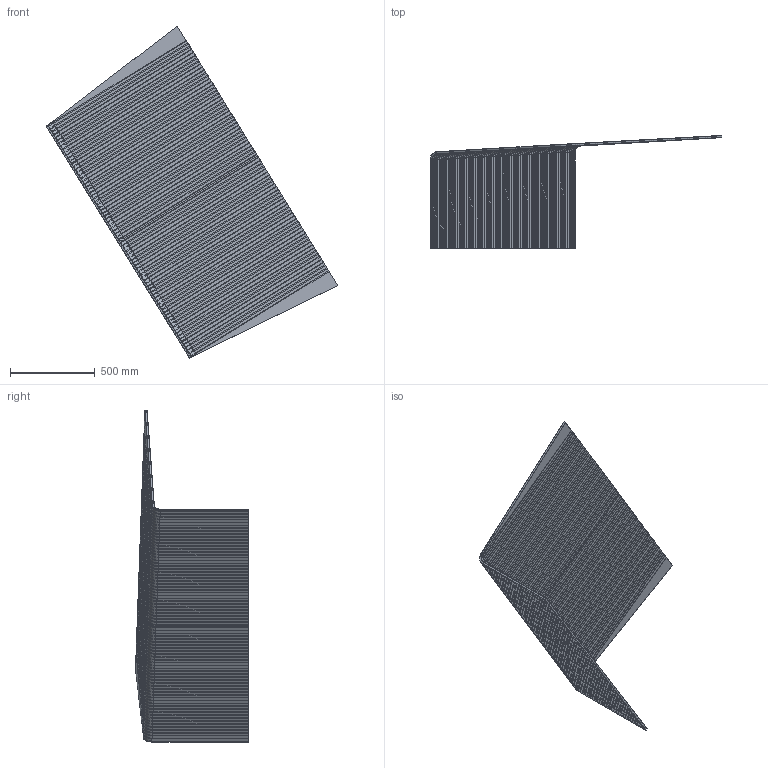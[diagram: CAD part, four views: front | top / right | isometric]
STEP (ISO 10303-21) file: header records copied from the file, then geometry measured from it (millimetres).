
FILE_DESCRIPTION(('FreeCAD Model'),'2;1');
FILE_NAME( 'detailed_HCLL/step/first_wall_material_sample_envelope_1.step', '2018-03-07T11:59:25',('FreeCAD'),('FreeCAD'), 'Open CASCADE STEP processor 7.1','FreeCAD','Unknown');
FILE_SCHEMA(('AUTOMOTIVE_DESIGN_CC2 { 1 2 10303 214 -1 1 5 4 }'));
Length unit declared in the file: millimetre
Products named in the file (85): Open CASCADE STEP translator 7.1 7; Open CASCADE STEP translator 7.1 7.1; Open CASCADE STEP translator 7.1 7.2; Open CASCADE STEP translator 7.1 7.3; Open CASCADE STEP translator 7.1 7.4; Open CASCADE STEP translator 7.1 7.5; Open CASCADE STEP translator 7.1 7.6; Open CASCADE STEP translator 7.1 7.7; Open CASCADE STEP translator 7.1 7.8; Open CASCADE STEP translator 7.1 7.9; Open CASCADE STEP translator 7.1 7.10; Open CASCADE STEP translator 7.1 7.11; Open CASCADE STEP translator 7.1 7.12; Open CASCADE STEP translator 7.1 7.13; Open CASCADE STEP translator 7.1 7.14; Open CASCADE STEP translator 7.1 7.15; Open CASCADE STEP translator 7.1 7.16; Open CASCADE STEP translator 7.1 7.17; Open CASCADE STEP translator 7.1 7.18; Open CASCADE STEP translator 7.1 7.19; Open CASCADE STEP translator 7.1 7.20; Open CASCADE STEP translator 7.1 7.21; Open CASCADE STEP translator 7.1 7.22; Open CASCADE STEP translator 7.1 7.23; Open CASCADE STEP translator 7.1 7.24; Open CASCADE STEP translator 7.1 7.25; Open CASCADE STEP translator 7.1 7.26; Open CASCADE STEP translator 7.1 7.27; Open CASCADE STEP translator 7.1 7.28; Open CASCADE STEP translator 7.1 7.29; Open CASCADE STEP translator 7.1 7.30; Open CASCADE STEP translator 7.1 7.31; Open CASCADE STEP translator 7.1 7.32; Open CASCADE STEP translator 7.1 7.33; Open CASCADE STEP translator 7.1 7.34; Open CASCADE STEP translator 7.1 7.35; Open CASCADE STEP translator 7.1 7.36; Open CASCADE STEP translator 7.1 7.37; Open CASCADE STEP translator 7.1 7.38; Open CASCADE STEP translator 7.1 7.39 ...
Assembly tree (84 placements, depth 2):
  Open CASCADE STEP translator 7.1 7
    Open CASCADE STEP translator 7.1 7.1
    Open CASCADE STEP translator 7.1 7.2
    Open CASCADE STEP translator 7.1 7.3
    Open CASCADE STEP translator 7.1 7.4
    Open CASCADE STEP translator 7.1 7.5
    Open CASCADE STEP translator 7.1 7.6
    Open CASCADE STEP translator 7.1 7.7
    Open CASCADE STEP translator 7.1 7.8
    Open CASCADE STEP translator 7.1 7.9
    Open CASCADE STEP translator 7.1 7.10
    Open CASCADE STEP translator 7.1 7.11
    Open CASCADE STEP translator 7.1 7.12
    Open CASCADE STEP translator 7.1 7.13
    Open CASCADE STEP translator 7.1 7.14
    Open CASCADE STEP translator 7.1 7.15
    Open CASCADE STEP translator 7.1 7.16
    Open CASCADE STEP translator 7.1 7.17
    Open CASCADE STEP translator 7.1 7.18
    Open CASCADE STEP translator 7.1 7.19
    Open CASCADE STEP translator 7.1 7.20
    Open CASCADE STEP translator 7.1 7.21
    Open CASCADE STEP translator 7.1 7.22
    Open CASCADE STEP translator 7.1 7.23
    Open CASCADE STEP translator 7.1 7.24
    Open CASCADE STEP translator 7.1 7.25
    Open CASCADE STEP translator 7.1 7.26
    Open CASCADE STEP translator 7.1 7.27
    Open CASCADE STEP translator 7.1 7.28
    Open CASCADE STEP translator 7.1 7.29
    Open CASCADE STEP translator 7.1 7.30
    Open CASCADE STEP translator 7.1 7.31
    Open CASCADE STEP translator 7.1 7.32
    Open CASCADE STEP translator 7.1 7.33
    Open CASCADE STEP translator 7.1 7.34
    Open CASCADE STEP translator 7.1 7.35
    Open CASCADE STEP translator 7.1 7.36
    Open CASCADE STEP translator 7.1 7.37
    Open CASCADE STEP translator 7.1 7.38
    Open CASCADE STEP translator 7.1 7.39
    Open CASCADE STEP translator 7.1 7.40
    Open CASCADE STEP translator 7.1 7.41
    Open CASCADE STEP translator 7.1 7.42
    Open CASCADE STEP translator 7.1 7.43
    Open CASCADE STEP translator 7.1 7.44
    Open CASCADE STEP translator 7.1 7.45
    Open CASCADE STEP translator 7.1 7.46
    Open CASCADE STEP translator 7.1 7.47
    Open CASCADE STEP translator 7.1 7.48
    Open CASCADE STEP translator 7.1 7.49
    Open CASCADE STEP translator 7.1 7.50
    Open CASCADE STEP translator 7.1 7.51
    Open CASCADE STEP translator 7.1 7.52
    Open CASCADE STEP translator 7.1 7.53
    Open CASCADE STEP translator 7.1 7.54
    Open CASCADE STEP translator 7.1 7.55
    Open CASCADE STEP translator 7.1 7.56
    Open CASCADE STEP translator 7.1 7.57
    Open CASCADE STEP translator 7.1 7.58
    Open CASCADE STEP translator 7.1 7.59
Bounding box: 1717.2 x 665.74 x 1955.04 mm (x, y, z)
Volume: 27736466 mm3; surface area: 16577212.9 mm2
Topology: 84 solids, 84 shells, 840 faces, 2338 edges, 1666 vertices
Faces by surface type: plane 672, cylinder 168
Entity records: 57553 total; most frequent: CARTESIAN_POINT 15624, DIRECTION 5545, ORIENTED_EDGE 4676, PCURVE 4676, DEFINITIONAL_REPRESENTATION 4676, B_SPLINE_CURVE_WITH_KNOTS 3655, LINE 2687, VECTOR 2687
